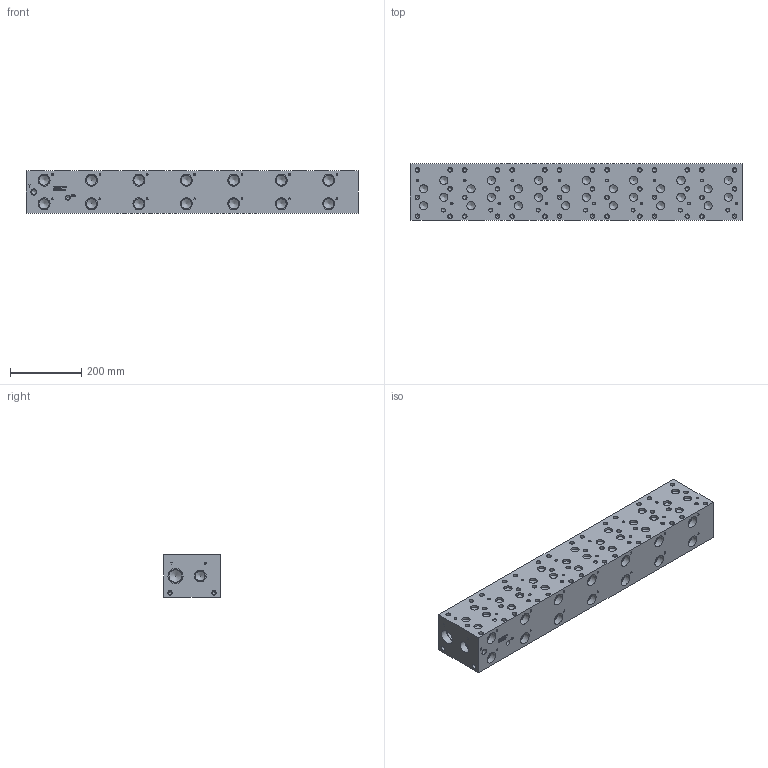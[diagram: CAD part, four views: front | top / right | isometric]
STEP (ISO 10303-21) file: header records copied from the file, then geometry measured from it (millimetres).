
FILE_DESCRIPTION(/* description */ (''),/* implementation_level */ '2;1');
FILE_NAME(/* name */ '_D08P075P.stp',/* time_stamp */ '2021-07-29T11:40:58-04:00',/* author */ ('anthonyv'),/* organization */ (''),/* preprocessor_version */ 'ST-DEVELOPER v18.1',/* originating_system */ 'Autodesk Inventor 2021',/* authorisation */ '');
FILE_SCHEMA (('AUTOMOTIVE_DESIGN { 1 0 10303 214 3 1 1 }'));
Length unit declared in the file: millimetre
Products named in the file (1): _D08P075P
Bounding box: 933.45 x 158.75 x 120.65 mm (x, y, z)
Volume: 17124267.2 mm3; surface area: 692026 mm2
Topology: 1 solids, 1 shells, 1050 faces, 2904 edges, 1995 vertices
Faces by surface type: plane 530, bspline 216, cylinder 185, cone 119
Full cylindrical faces by diameter (mm): 7.137 x14, 10.719 x47, 11.113 x1, 11.125 x6, 12.7 x46, 13.868 x1, 14.3 x1, 17.297 x1, 23.012 x27, 23.017 x1, 26.975 x2, 28.575 x16, 33.706 x16, 35.712 x2, 36.906 x2, 42.469 x2
Entity records: 35079 total; most frequent: CARTESIAN_POINT 8643, ORIENTED_EDGE 5578, DIRECTION 4697, EDGE_CURVE 2789, VERTEX_POINT 1995, LINE 1687, VECTOR 1687, AXIS2_PLACEMENT_3D 1505
